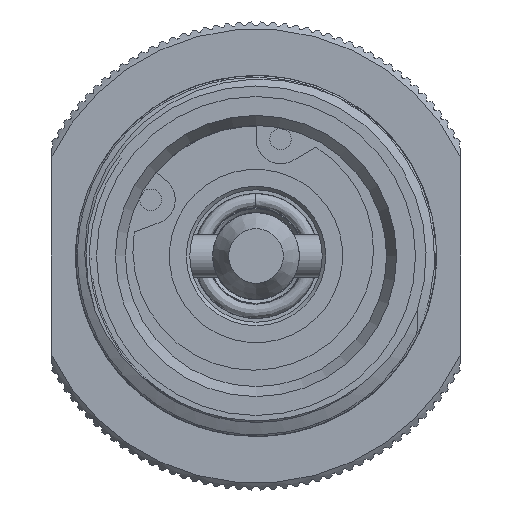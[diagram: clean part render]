
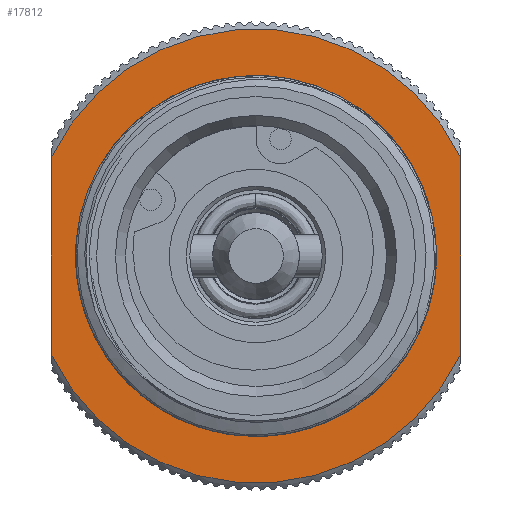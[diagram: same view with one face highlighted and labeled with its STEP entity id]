
A CAD part, front view. The second image highlights one B-rep face of the part: STEP entity #17812.
In plain terms, the highlighted planar face has unit normal (0, -1, 0).
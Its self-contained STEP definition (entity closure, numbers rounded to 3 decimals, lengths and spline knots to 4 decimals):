
#669=PLANE('',#18828);
#920=FACE_BOUND('',#4870,.T.);
#1445=LINE('',#54510,#2324);
#1449=LINE('',#54535,#2328);
#2324=VECTOR('',#21551,0.3937);
#2328=VECTOR('',#21557,0.3937);
#2891=CIRCLE('',#18829,0.655);
#2892=CIRCLE('',#18830,0.655);
#2893=CIRCLE('',#18831,0.46);
#3949=FACE_OUTER_BOUND('',#4869,.T.);
#4869=EDGE_LOOP('',(#13268,#13269,#13270,#13271));
#4870=EDGE_LOOP('',(#13272));
#7084=VERTEX_POINT('',#54505);
#7085=VERTEX_POINT('',#54509);
#7092=VERTEX_POINT('',#54530);
#7093=VERTEX_POINT('',#54534);
#7099=VERTEX_POINT('',#54556);
#9363=EDGE_CURVE('',#7085,#7084,#1445,.T.);
#9371=EDGE_CURVE('',#7093,#7092,#1449,.T.);
#9380=EDGE_CURVE('',#7093,#7084,#2891,.T.);
#9381=EDGE_CURVE('',#7085,#7092,#2892,.T.);
#9382=EDGE_CURVE('',#7099,#7099,#2893,.T.);
#13268=ORIENTED_EDGE('',*,*,#9363,.T.);
#13269=ORIENTED_EDGE('',*,*,#9380,.F.);
#13270=ORIENTED_EDGE('',*,*,#9371,.T.);
#13271=ORIENTED_EDGE('',*,*,#9381,.F.);
#13272=ORIENTED_EDGE('',*,*,#9382,.F.);
#17812=ADVANCED_FACE('',(#3949,#920),#669,.T.);
#18828=AXIS2_PLACEMENT_3D('',#54553,#21569,#21570);
#18829=AXIS2_PLACEMENT_3D('',#54554,#21571,#21572);
#18830=AXIS2_PLACEMENT_3D('',#54555,#21573,#21574);
#18831=AXIS2_PLACEMENT_3D('',#54557,#21575,#21576);
#21551=DIRECTION('',(0.,0.,1.));
#21557=DIRECTION('',(0.,0.,-1.));
#21569=DIRECTION('center_axis',(0.,-1.,0.));
#21570=DIRECTION('ref_axis',(0.,0.,
1.));
#21571=DIRECTION('center_axis',(0.,1.,0.));
#21572=DIRECTION('ref_axis',(1.,0.,0.));
#21573=DIRECTION('center_axis',(0.,1.,0.));
#21574=DIRECTION('ref_axis',(1.,0.,0.));
#21575=DIRECTION('center_axis',(0.,-1.,0.));
#21576=DIRECTION('ref_axis',(1.,0.,0.));
#54505=CARTESIAN_POINT('',(0.5656,-0.5038,0.5214));
#54509=CARTESIAN_POINT('',(0.5656,-0.5038,-0.0452));
#54510=CARTESIAN_POINT('',(0.5656,-0.5038,0.9971));
#54530=CARTESIAN_POINT('',(-0.6155,-0.5038,-0.0452));
#54534=CARTESIAN_POINT('',(-0.6155,-0.5038,0.5214));
#54535=CARTESIAN_POINT('',(-0.6155,-0.5038,-0.8108));
#54553=CARTESIAN_POINT('Origin',(-0.6227,-0.5038,
0.2381));
#54554=CARTESIAN_POINT('Origin',(-0.0249,-0.5038,
0.2381));
#54555=CARTESIAN_POINT('Origin',(-0.0249,-0.5038,
0.2381));
#54556=CARTESIAN_POINT('',(-0.4849,-0.5038,0.2381));
#54557=CARTESIAN_POINT('Origin',(-0.0249,-0.5038,
0.2381));
